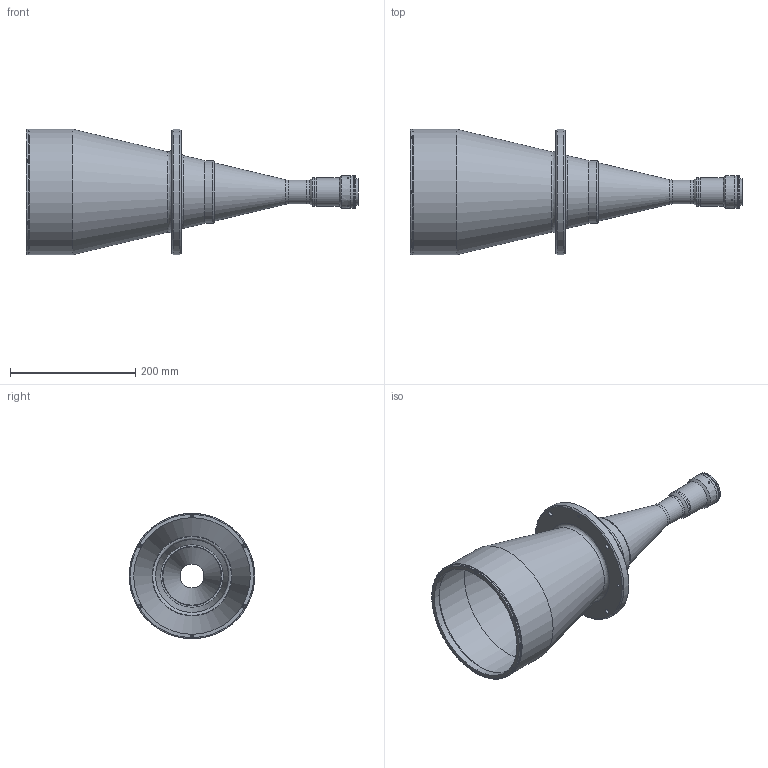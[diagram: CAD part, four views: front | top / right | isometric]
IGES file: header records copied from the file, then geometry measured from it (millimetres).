
Start section: SolidWorks IGES file using analytic representation for surfaces
Global section: file name: DP32127-A_TC4MHRP144-J.igs; native system: SolidWorks 2021; preprocessor: SolidWorks 2021; author: lrizzotto; date: 220613.121240; units: millimetre
Bounding box: 529.38 x 200 x 200 mm (x, y, z)
Surface area: 262211.8 mm2 (no closed solid volume)
Topology: 0 solids, 0 shells, 135 faces, 846 edges, 789 vertices
Faces by surface type: revolution 77, bspline 58
